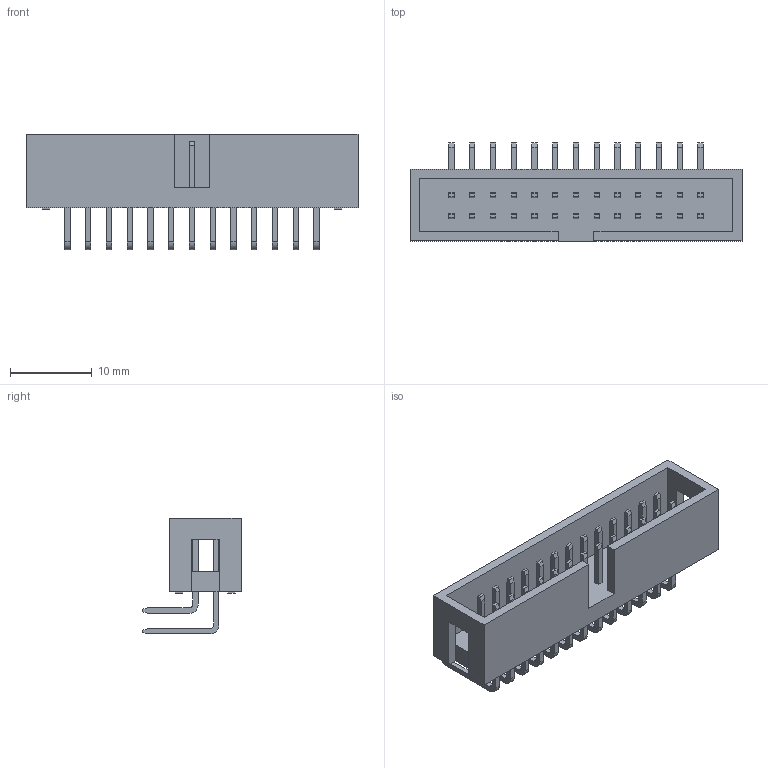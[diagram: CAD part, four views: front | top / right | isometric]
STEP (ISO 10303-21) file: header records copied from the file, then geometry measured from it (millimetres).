
FILE_DESCRIPTION(('STEP AP214'),'1');
FILE_NAME('header_awhw26a-0202-t.stp','2015-04-29T15:05:20',('TraceParts'),('TraceParts S.A.'),'XStep 1.0',' ',' ');
FILE_SCHEMA(('automotive_design'));
Length unit declared in the file: millimetre
Products named in the file (1): 1
Bounding box: 40.64 x 12.03 x 14.18 mm (x, y, z)
Volume: 1666.4 mm3; surface area: 3225.9 mm2
Topology: 1 solids, 1 shells, 510 faces, 1364 edges, 908 vertices
Faces by surface type: plane 458, cylinder 52
Entity records: 31124 total; most frequent: CARTESIAN_POINT 2783, STYLED_ITEM 2782, PRESENTATION_STYLE_ASSIGNMENT 2782, COLOUR_RGB 2782, ORIENTED_EDGE 2728, DIRECTION 2490, EDGE_CURVE 1364, CURVE_STYLE 1364
